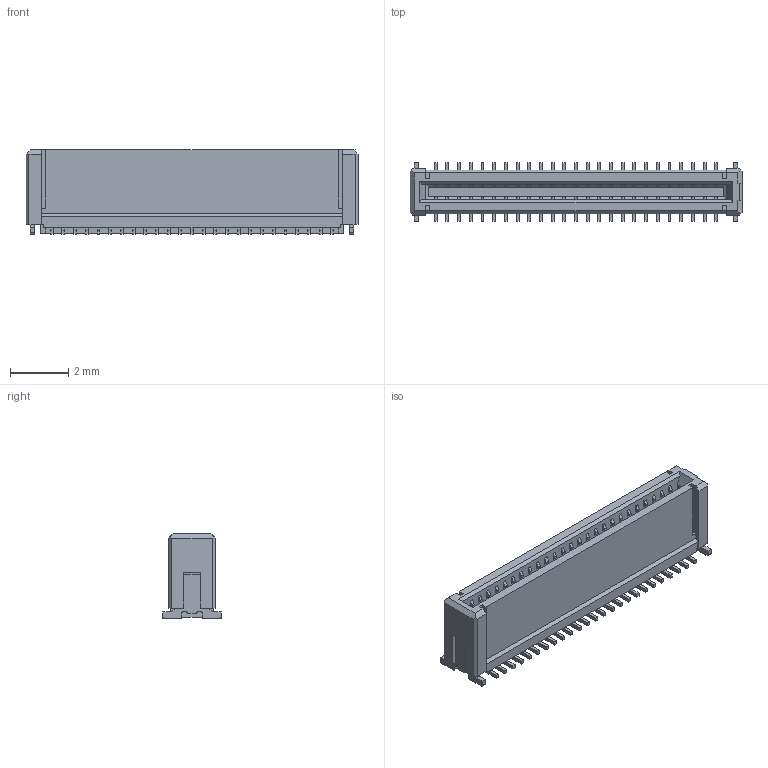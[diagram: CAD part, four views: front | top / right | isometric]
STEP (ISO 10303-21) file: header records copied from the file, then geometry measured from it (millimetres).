
FILE_DESCRIPTION(/* description */ (''),/* implementation_level */ '2;1');
FILE_NAME(/* name */ '2039550503.step',/* time_stamp */ '2022-05-20T14:07:59-04:00',/* author */ (''),/* organization */ (''),/* preprocessor_version */ 'ST-DEVELOPER v18.1',/* originating_system */ 'Autodesk Translation Framework v10.14.0.1471',/* authorisation */ '');
FILE_SCHEMA (('AUTOMOTIVE_DESIGN { 1 0 10303 214 3 1 1 }'));
Length unit declared in the file: millimetre
Products named in the file (1): 2039550503
Bounding box: 11.36 x 2 x 2.9 mm (x, y, z)
Volume: 31 mm3; surface area: 178.2 mm2
Topology: 1 solids, 1 shells, 752 faces, 1953 edges, 1300 vertices
Faces by surface type: plane 636, cylinder 116
Entity records: 22815 total; most frequent: CARTESIAN_POINT 4006, ORIENTED_EDGE 3906, DIRECTION 3691, EDGE_CURVE 1953, LINE 1721, VECTOR 1721, VERTEX_POINT 1300, AXIS2_PLACEMENT_3D 985
